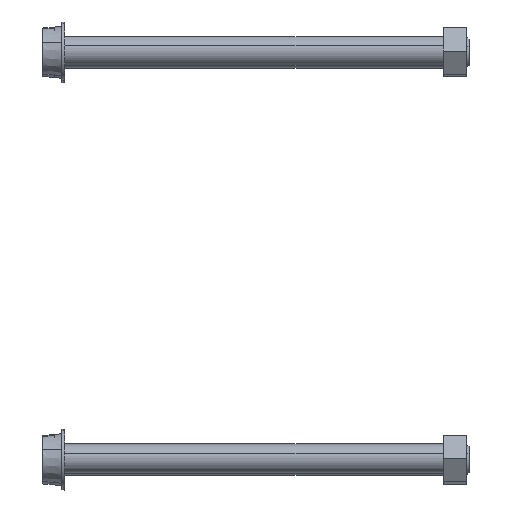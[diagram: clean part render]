
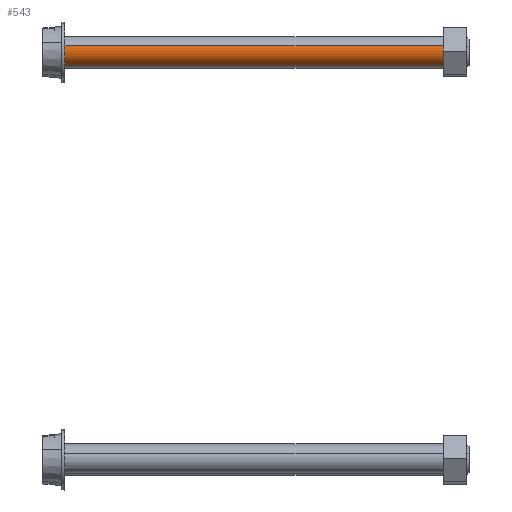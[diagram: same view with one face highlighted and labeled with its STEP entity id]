
A CAD part, top view. The second image highlights one B-rep face of the part: STEP entity #543.
In plain terms, the highlighted cylindrical face has radius 2.5 mm (diameter 5 mm), a partial arc.
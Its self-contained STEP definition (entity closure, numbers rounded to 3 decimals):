
#208=CARTESIAN_POINT('',(54.171,35.,139.498));
#209=DIRECTION('',(-1.,0.,0.));
#210=DIRECTION('',(0.,-0.366,-0.931));
#211=AXIS2_PLACEMENT_3D('',#208,#209,#210);
#213=DIRECTION('',(-1.,0.,0.));
#214=VECTOR('',#213,65.);
#215=CARTESIAN_POINT('',(54.171,34.085,137.172));
#216=LINE('',#215,#214);
#217=DIRECTION('',(1.,0.,0.));
#218=VECTOR('',#217,65.);
#219=CARTESIAN_POINT('',(-10.83,35.915,141.825));
#220=LINE('',#219,#218);
#346=CARTESIAN_POINT('',(-10.83,35.,139.498));
#347=DIRECTION('',(1.,0.,0.));
#348=DIRECTION('',(0.,0.366,0.931));
#349=AXIS2_PLACEMENT_3D('',#346,#347,#348);
#516=CARTESIAN_POINT('',(-10.83,34.085,137.172));
#517=CARTESIAN_POINT('',(-10.83,35.915,141.825));
#518=VERTEX_POINT('',#516);
#519=VERTEX_POINT('',#517);
#524=CARTESIAN_POINT('',(54.171,35.915,141.825));
#525=CARTESIAN_POINT('',(54.171,34.085,137.172));
#526=VERTEX_POINT('',#524);
#527=VERTEX_POINT('',#525);
#528=CARTESIAN_POINT('',(59.561,35.,139.498));
#529=DIRECTION('',(-1.,0.,0.));
#530=DIRECTION('',(0.,0.366,0.931));
#531=AXIS2_PLACEMENT_3D('',#528,#529,#530);
#532=CYLINDRICAL_SURFACE('',#531,2.5);
#534=ORIENTED_EDGE('',*,*,#533,.F.);
#536=ORIENTED_EDGE('',*,*,#535,.T.);
#538=ORIENTED_EDGE('',*,*,#537,.F.);
#540=ORIENTED_EDGE('',*,*,#539,.T.);
#541=EDGE_LOOP('',(#534,#536,#538,#540));
#542=FACE_OUTER_BOUND('',#541,.F.);
#212=CIRCLE('',#211,2.5);
#350=CIRCLE('',#349,2.5);
#533=EDGE_CURVE('',#527,#526,#212,.T.);
#535=EDGE_CURVE('',#527,#518,#216,.T.);
#537=EDGE_CURVE('',#519,#518,#350,.T.);
#539=EDGE_CURVE('',#519,#526,#220,.T.);
#543=ADVANCED_FACE('',(#542),#532,.T.);
